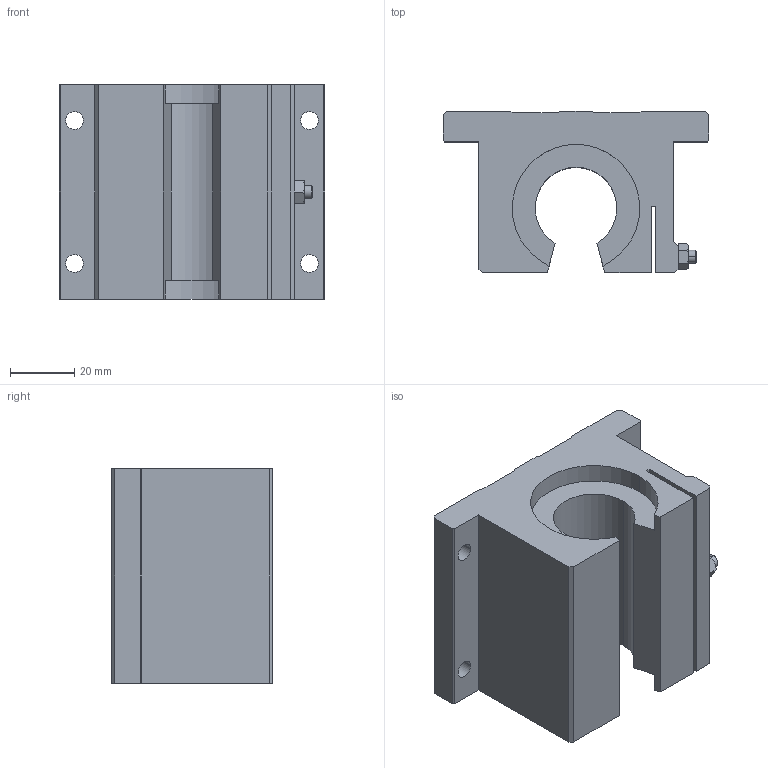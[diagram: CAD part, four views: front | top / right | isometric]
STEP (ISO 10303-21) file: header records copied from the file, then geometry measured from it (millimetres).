
FILE_DESCRIPTION (( 'STEP AP203' ), '1' );
FILE_NAME ('LARSACC-006.step', '2022-08-29T21:35:52', ( '' ), ( '' ), 'SwSTEP 2.0', 'SolidWorks 2021', '' );
FILE_SCHEMA (( 'CONFIG_CONTROL_DESIGN' ));
Length unit declared in the file: inch
Products named in the file (1): LARSACC-006
Bounding box: 82.55 x 50.17 x 66.68 mm (x, y, z)
Volume: 163669.9 mm3; surface area: 31226.3 mm2
Topology: 2 solids, 2 shells, 83 faces, 224 edges, 148 vertices
Faces by surface type: plane 52, cylinder 21, cone 10
Entity records: 2703 total; most frequent: CARTESIAN_POINT 492, ORIENTED_EDGE 448, DIRECTION 432, EDGE_CURVE 224, LINE 160, VECTOR 160, VERTEX_POINT 148, AXIS2_PLACEMENT_3D 136
